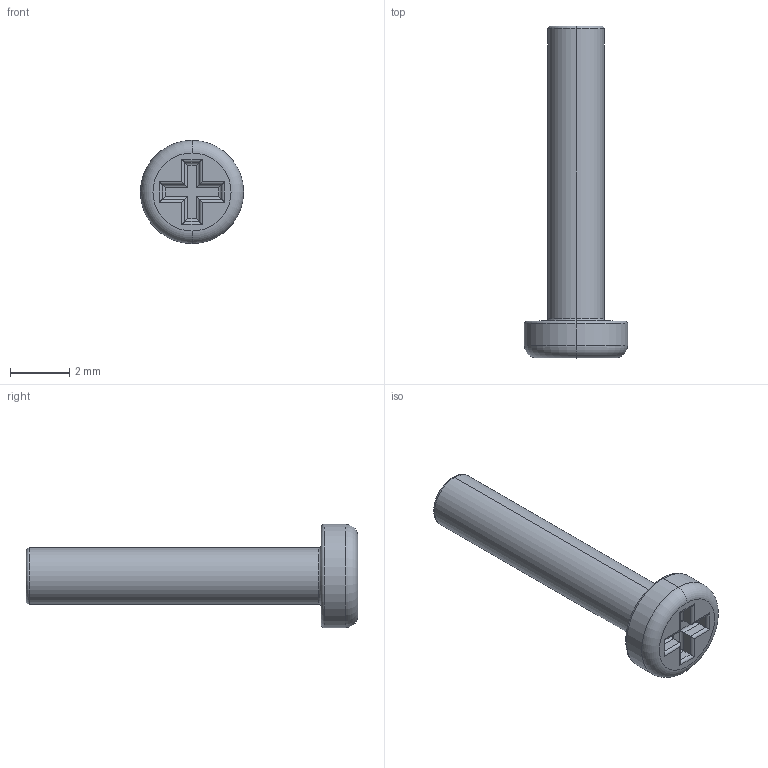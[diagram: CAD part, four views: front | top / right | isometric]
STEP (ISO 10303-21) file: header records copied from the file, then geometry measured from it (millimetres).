
FILE_DESCRIPTION (( 'STEP AP214' ), '1' );
FILE_NAME ('nut_male[2m][10].STEP', '2024-02-16T11:44:34', ( '' ), ( '' ), 'SwSTEP 2.0', 'SolidWorks 2023', '' );
FILE_SCHEMA (( 'AUTOMOTIVE_DESIGN' ));
Length unit declared in the file: millimetre
Products named in the file (1): nut_male[2m][10]
Bounding box: 3.5 x 11.25 x 3.5 mm (x, y, z)
Volume: 39.1 mm3; surface area: 92.9 mm2
Topology: 1 solids, 1 shells, 52 faces, 112 edges, 64 vertices
Faces by surface type: cylinder 28, plane 16, torus 8
Entity records: 1387 total; most frequent: CARTESIAN_POINT 301, ORIENTED_EDGE 224, DIRECTION 218, EDGE_CURVE 112, AXIS2_PLACEMENT_3D 77, VERTEX_POINT 64, LINE 64, VECTOR 64
